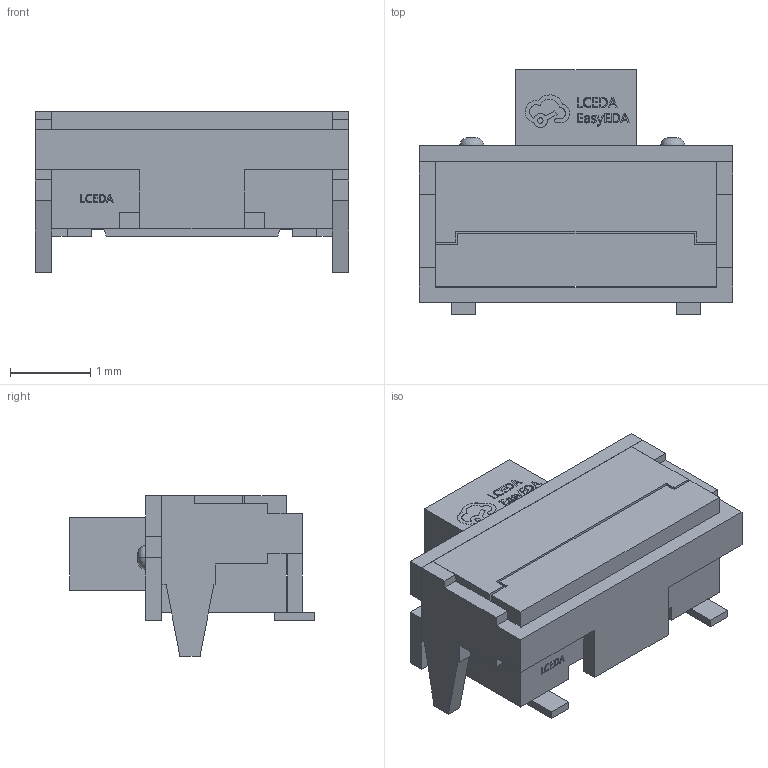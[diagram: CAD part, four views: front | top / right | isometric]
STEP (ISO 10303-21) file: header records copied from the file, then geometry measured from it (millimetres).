
FILE_DESCRIPTION(('FreeCAD Model'),'2;1');
FILE_NAME('Open CASCADE Shape Model','2025-06-01T10:17:52',('Author'),( ''),'Open CASCADE STEP processor 7.7','FreeCAD','Unknown');
FILE_SCHEMA(('AUTOMOTIVE_DESIGN { 1 0 10303 214 1 1 1 1 }'));
Length unit declared in the file: millimetre
Products named in the file (9): SW1~KEY-SMD_SKTDLDE010~KEY-SMD_SKTDLDE010~72Ob; KEY-SMD_SKTDLDE010~KEY-SMD_SKTDLDE010~72Ob007; KEY-SMD_SKTDLDE010~KEY-SMD_SKTDLDE010~72Ob; KEY-SMD_SKTDLDE010~KEY-SMD_SKTDLDE010~72Ob001; KEY-SMD_SKTDLDE010~KEY-SMD_SKTDLDE010~72Ob002; KEY-SMD_SKTDLDE010~KEY-SMD_SKTDLDE010~72Ob003; KEY-SMD_SKTDLDE010~KEY-SMD_SKTDLDE010~72Ob004; KEY-SMD_SKTDLDE010~KEY-SMD_SKTDLDE010~72Ob005; KEY-SMD_SKTDLDE010~KEY-SMD_SKTDLDE010~72Ob006
Assembly tree (8 placements, depth 3):
  SW1~KEY-SMD_SKTDLDE010~KEY-SMD_SKTDLDE010~72Ob
    KEY-SMD_SKTDLDE010~KEY-SMD_SKTDLDE010~72Ob007
      KEY-SMD_SKTDLDE010~KEY-SMD_SKTDLDE010~72Ob
      KEY-SMD_SKTDLDE010~KEY-SMD_SKTDLDE010~72Ob001
      KEY-SMD_SKTDLDE010~KEY-SMD_SKTDLDE010~72Ob002
      KEY-SMD_SKTDLDE010~KEY-SMD_SKTDLDE010~72Ob003
      KEY-SMD_SKTDLDE010~KEY-SMD_SKTDLDE010~72Ob004
      KEY-SMD_SKTDLDE010~KEY-SMD_SKTDLDE010~72Ob005
      KEY-SMD_SKTDLDE010~KEY-SMD_SKTDLDE010~72Ob006
Bounding box: 3.9 x 3.05 x 2 mm (x, y, z)
Volume: 11 mm3; surface area: 66 mm2
Topology: 7 solids, 7 shells, 398 faces, 1071 edges, 714 vertices
Faces by surface type: plane 282, bspline 112, revolution 4
Entity records: 15692 total; most frequent: CARTESIAN_POINT 4324, ORIENTED_EDGE 2142, DIRECTION 1441, EDGE_CURVE 1071, LINE 831, VECTOR 831, VERTEX_POINT 714, FACE_BOUND 427
